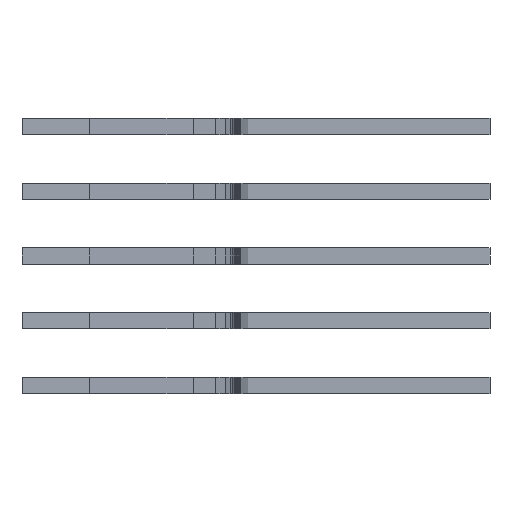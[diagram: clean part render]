
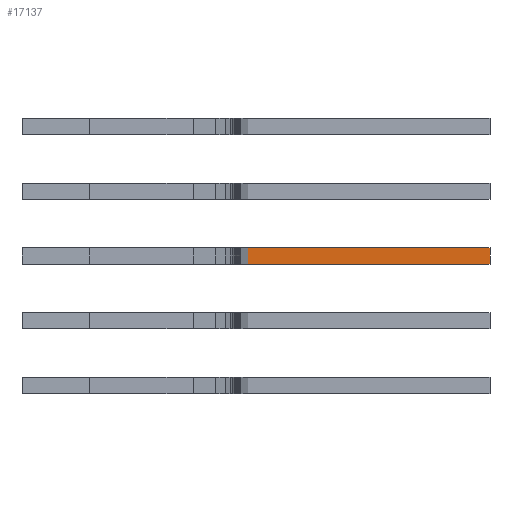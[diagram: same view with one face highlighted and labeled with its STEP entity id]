
A CAD part, left-side view. The second image highlights one B-rep face of the part: STEP entity #17137.
In plain terms, the highlighted planar face has unit normal (1, 0.004, 0).
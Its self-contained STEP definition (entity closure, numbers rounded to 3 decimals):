
#15780 = PLANE('',#15781);
#15781 = AXIS2_PLACEMENT_3D('',#15782,#15783,#15784);
#15782 = CARTESIAN_POINT('',(-0.302,-2.507,90.));
#15783 = DIRECTION('',(-0.,-0.,-1.));
#15784 = DIRECTION('',(-1.,0.,0.));
#15834 = PLANE('',#15835);
#15835 = AXIS2_PLACEMENT_3D('',#15836,#15837,#15838);
#15836 = CARTESIAN_POINT('',(-0.302,-2.507,80.));
#15837 = DIRECTION('',(-0.,-0.,-1.));
#15838 = DIRECTION('',(-1.,0.,0.));
#17029 = PLANE('',#17030);
#17030 = AXIS2_PLACEMENT_3D('',#17031,#17032,#17033);
#17031 = CARTESIAN_POINT('',(-33.,36.433,80.));
#17032 = DIRECTION('',(-1.,0.016,0.));
#17033 = DIRECTION('',(0.016,1.,0.));
#17067 = VERTEX_POINT('',#17068);
#17068 = CARTESIAN_POINT('',(-32.,100.615,90.));
#17089 = EDGE_CURVE('',#17090,#17067,#17092,.T.);
#17090 = VERTEX_POINT('',#17091);
#17091 = CARTESIAN_POINT('',(-32.,100.615,80.));
#17092 = SURFACE_CURVE('',#17093,(#17097,#17104),.PCURVE_S1.);
#17093 = LINE('',#17094,#17095);
#17094 = CARTESIAN_POINT('',(-32.,100.615,80.));
#17095 = VECTOR('',#17096,1.);
#17096 = DIRECTION('',(0.,0.,1.));
#17097 = PCURVE('',#17029,#17098);
#17098 = DEFINITIONAL_REPRESENTATION('',(#17099),#17103);
#17099 = LINE('',#17100,#17101);
#17100 = CARTESIAN_POINT('',(64.19,0.));
#17101 = VECTOR('',#17102,1.);
#17102 = DIRECTION('',(0.,-1.));
#17103 = ( GEOMETRIC_REPRESENTATION_CONTEXT(2) 
PARAMETRIC_REPRESENTATION_CONTEXT() REPRESENTATION_CONTEXT('2D SPACE',''
  ) );
#17104 = PCURVE('',#17105,#17110);
#17105 = PLANE('',#17106);
#17106 = AXIS2_PLACEMENT_3D('',#17107,#17108,#17109);
#17107 = CARTESIAN_POINT('',(-32.,100.615,80.));
#17108 = DIRECTION('',(1.,0.004,-0.));
#17109 = DIRECTION('',(0.004,-1.,0.));
#17110 = DEFINITIONAL_REPRESENTATION('',(#17111),#17115);
#17111 = LINE('',#17112,#17113);
#17112 = CARTESIAN_POINT('',(0.,0.));
#17113 = VECTOR('',#17114,1.);
#17114 = DIRECTION('',(0.,-1.));
#17115 = ( GEOMETRIC_REPRESENTATION_CONTEXT(2) 
PARAMETRIC_REPRESENTATION_CONTEXT() REPRESENTATION_CONTEXT('2D SPACE',''
  ) );
#17137 = ADVANCED_FACE('',(#17138),#17105,.T.);
#17138 = FACE_BOUND('',#17139,.T.);
#17139 = EDGE_LOOP('',(#17140,#17141,#17164,#17192));
#17140 = ORIENTED_EDGE('',*,*,#17089,.T.);
#17141 = ORIENTED_EDGE('',*,*,#17142,.T.);
#17142 = EDGE_CURVE('',#17067,#17143,#17145,.T.);
#17143 = VERTEX_POINT('',#17144);
#17144 = CARTESIAN_POINT('',(-31.,-147.03,90.));
#17145 = SURFACE_CURVE('',#17146,(#17150,#17157),.PCURVE_S1.);
#17146 = LINE('',#17147,#17148);
#17147 = CARTESIAN_POINT('',(-32.,100.615,90.));
#17148 = VECTOR('',#17149,1.);
#17149 = DIRECTION('',(0.004,-1.,0.));
#17150 = PCURVE('',#17105,#17151);
#17151 = DEFINITIONAL_REPRESENTATION('',(#17152),#17156);
#17152 = LINE('',#17153,#17154);
#17153 = CARTESIAN_POINT('',(0.,-10.));
#17154 = VECTOR('',#17155,1.);
#17155 = DIRECTION('',(1.,0.));
#17156 = ( GEOMETRIC_REPRESENTATION_CONTEXT(2) 
PARAMETRIC_REPRESENTATION_CONTEXT() REPRESENTATION_CONTEXT('2D SPACE',''
  ) );
#17157 = PCURVE('',#15780,#17158);
#17158 = DEFINITIONAL_REPRESENTATION('',(#17159),#17163);
#17159 = LINE('',#17160,#17161);
#17160 = CARTESIAN_POINT('',(31.698,103.122));
#17161 = VECTOR('',#17162,1.);
#17162 = DIRECTION('',(-0.004,-1.));
#17163 = ( GEOMETRIC_REPRESENTATION_CONTEXT(2) 
PARAMETRIC_REPRESENTATION_CONTEXT() REPRESENTATION_CONTEXT('2D SPACE',''
  ) );
#17164 = ORIENTED_EDGE('',*,*,#17165,.F.);
#17165 = EDGE_CURVE('',#17166,#17143,#17168,.T.);
#17166 = VERTEX_POINT('',#17167);
#17167 = CARTESIAN_POINT('',(-31.,-147.03,80.));
#17168 = SURFACE_CURVE('',#17169,(#17173,#17180),.PCURVE_S1.);
#17169 = LINE('',#17170,#17171);
#17170 = CARTESIAN_POINT('',(-31.,-147.03,80.));
#17171 = VECTOR('',#17172,1.);
#17172 = DIRECTION('',(0.,0.,1.));
#17173 = PCURVE('',#17105,#17174);
#17174 = DEFINITIONAL_REPRESENTATION('',(#17175),#17179);
#17175 = LINE('',#17176,#17177);
#17176 = CARTESIAN_POINT('',(247.647,0.));
#17177 = VECTOR('',#17178,1.);
#17178 = DIRECTION('',(0.,-1.));
#17179 = ( GEOMETRIC_REPRESENTATION_CONTEXT(2) 
PARAMETRIC_REPRESENTATION_CONTEXT() REPRESENTATION_CONTEXT('2D SPACE',''
  ) );
#17180 = PCURVE('',#17181,#17186);
#17181 = PLANE('',#17182);
#17182 = AXIS2_PLACEMENT_3D('',#17183,#17184,#17185);
#17183 = CARTESIAN_POINT('',(-31.,-147.03,80.));
#17184 = DIRECTION('',(-1.,0.01,0.));
#17185 = DIRECTION('',(0.01,1.,0.));
#17186 = DEFINITIONAL_REPRESENTATION('',(#17187),#17191);
#17187 = LINE('',#17188,#17189);
#17188 = CARTESIAN_POINT('',(0.,0.));
#17189 = VECTOR('',#17190,1.);
#17190 = DIRECTION('',(0.,-1.));
#17191 = ( GEOMETRIC_REPRESENTATION_CONTEXT(2) 
PARAMETRIC_REPRESENTATION_CONTEXT() REPRESENTATION_CONTEXT('2D SPACE',''
  ) );
#17192 = ORIENTED_EDGE('',*,*,#17193,.F.);
#17193 = EDGE_CURVE('',#17090,#17166,#17194,.T.);
#17194 = SURFACE_CURVE('',#17195,(#17199,#17206),.PCURVE_S1.);
#17195 = LINE('',#17196,#17197);
#17196 = CARTESIAN_POINT('',(-32.,100.615,80.));
#17197 = VECTOR('',#17198,1.);
#17198 = DIRECTION('',(0.004,-1.,0.));
#17199 = PCURVE('',#17105,#17200);
#17200 = DEFINITIONAL_REPRESENTATION('',(#17201),#17205);
#17201 = LINE('',#17202,#17203);
#17202 = CARTESIAN_POINT('',(0.,0.));
#17203 = VECTOR('',#17204,1.);
#17204 = DIRECTION('',(1.,0.));
#17205 = ( GEOMETRIC_REPRESENTATION_CONTEXT(2) 
PARAMETRIC_REPRESENTATION_CONTEXT() REPRESENTATION_CONTEXT('2D SPACE',''
  ) );
#17206 = PCURVE('',#15834,#17207);
#17207 = DEFINITIONAL_REPRESENTATION('',(#17208),#17212);
#17208 = LINE('',#17209,#17210);
#17209 = CARTESIAN_POINT('',(31.698,103.122));
#17210 = VECTOR('',#17211,1.);
#17211 = DIRECTION('',(-0.004,-1.));
#17212 = ( GEOMETRIC_REPRESENTATION_CONTEXT(2) 
PARAMETRIC_REPRESENTATION_CONTEXT() REPRESENTATION_CONTEXT('2D SPACE',''
  ) );
